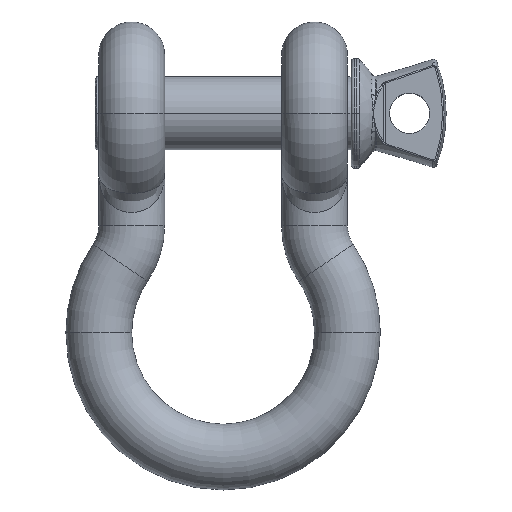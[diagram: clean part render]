
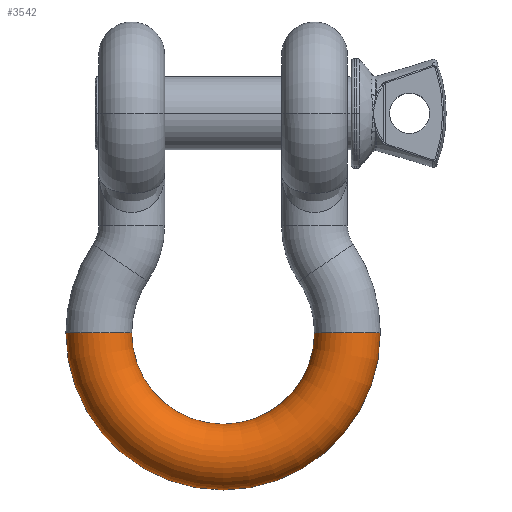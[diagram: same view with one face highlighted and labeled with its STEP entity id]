
A CAD part, top view. The second image highlights one B-rep face of the part: STEP entity #3542.
In plain terms, the highlighted toroidal (fillet/blend) face has major radius 17 mm and minor radius 4.5 mm.
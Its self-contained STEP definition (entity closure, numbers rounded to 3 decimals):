
#19 = CARTESIAN_POINT ( 'NONE',  ( 0., -30., 0. ) ) ;
#183 = EDGE_CURVE ( 'NONE', #573, #2081, #1596, .T. ) ;
#524 = EDGE_LOOP ( 'NONE', ( #3521, #1285, #3314, #1901 ) ) ;
#557 = CARTESIAN_POINT ( 'NONE',  ( 0., -30., 0. ) ) ;
#573 = VERTEX_POINT ( 'NONE', #1759 ) ;
#580 = DIRECTION ( 'NONE',  ( 0., 0., 1. ) ) ;
#952 = AXIS2_PLACEMENT_3D ( 'NONE', #2638, #3297, #1711 ) ;
#1202 = DIRECTION ( 'NONE',  ( 0., 0., 1. ) ) ;
#1285 = ORIENTED_EDGE ( 'NONE', *, *, #3875, .T. ) ;
#1356 = DIRECTION ( 'NONE',  ( 0., 1., 0. ) ) ;
#1501 = CARTESIAN_POINT ( 'NONE',  ( -21.5, -30., 0. ) ) ;
#1595 = VERTEX_POINT ( 'NONE', #3159 ) ;
#1596 = CIRCLE ( 'NONE', #952, 12.5 ) ;
#1711 = DIRECTION ( 'NONE',  ( 1., 0., 0. ) ) ;
#1759 = CARTESIAN_POINT ( 'NONE',  ( -12.5, -30., 0. ) ) ;
#1798 = CIRCLE ( 'NONE', #2421, 21.5 ) ;
#1802 = DIRECTION ( 'NONE',  ( 1., 0., 0. ) ) ;
#1901 = ORIENTED_EDGE ( 'NONE', *, *, #183, .F. ) ;
#1970 = DIRECTION ( 'NONE',  ( -1., 0., 0. ) ) ;
#2081 = VERTEX_POINT ( 'NONE', #3502 ) ;
#2330 = CIRCLE ( 'NONE', #2371, 4.5 ) ;
#2354 = DIRECTION ( 'NONE',  ( 0., -1., 0. ) ) ;
#2371 = AXIS2_PLACEMENT_3D ( 'NONE', #2628, #1356, #1970 ) ;
#2421 = AXIS2_PLACEMENT_3D ( 'NONE', #557, #580, #1802 ) ;
#2462 = EDGE_CURVE ( 'NONE', #3464, #573, #2330, .T. ) ;
#2627 = AXIS2_PLACEMENT_3D ( 'NONE', #19, #1202, #3359 ) ;
#2628 = CARTESIAN_POINT ( 'NONE',  ( -17., -30., 0. ) ) ;
#2638 = CARTESIAN_POINT ( 'NONE',  ( 0., -30., 0. ) ) ;
#2640 = DIRECTION ( 'NONE',  ( 0., 0., -1. ) ) ;
#2653 = CARTESIAN_POINT ( 'NONE',  ( 17., -30., 0. ) ) ;
#2658 = CIRCLE ( 'NONE', #3277, 4.5 ) ;
#2788 = EDGE_CURVE ( 'NONE', #1595, #2081, #2658, .T. ) ;
#2924 = TOROIDAL_SURFACE ( 'NONE', #2627, 17., 4.5 ) ;
#3159 = CARTESIAN_POINT ( 'NONE',  ( 21.5, -30., 0. ) ) ;
#3277 = AXIS2_PLACEMENT_3D ( 'NONE', #2653, #2354, #2640 ) ;
#3297 = DIRECTION ( 'NONE',  ( 0., 0., 1. ) ) ;
#3314 = ORIENTED_EDGE ( 'NONE', *, *, #2788, .T. ) ;
#3316 = FACE_OUTER_BOUND ( 'NONE', #524, .T. ) ;
#3359 = DIRECTION ( 'NONE',  ( 1., 0., 0. ) ) ;
#3464 = VERTEX_POINT ( 'NONE', #1501 ) ;
#3502 = CARTESIAN_POINT ( 'NONE',  ( 12.5, -30., 0. ) ) ;
#3521 = ORIENTED_EDGE ( 'NONE', *, *, #2462, .F. ) ;
#3542 = ADVANCED_FACE ( 'NONE', ( #3316 ), #2924, .T. ) ;
#3875 = EDGE_CURVE ( 'NONE', #3464, #1595, #1798, .T. ) ;
